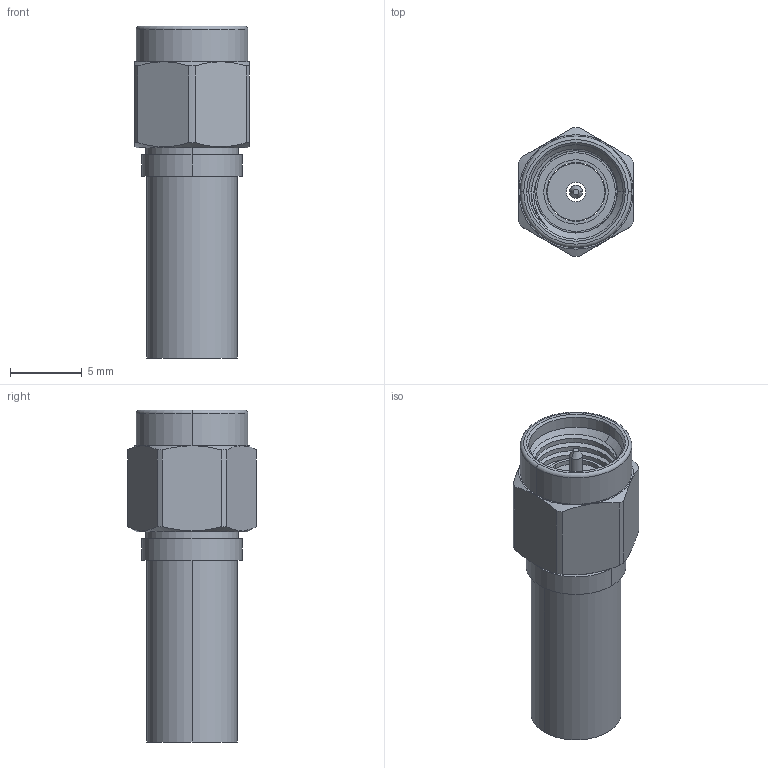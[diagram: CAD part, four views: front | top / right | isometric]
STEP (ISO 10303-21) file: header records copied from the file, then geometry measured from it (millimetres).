
FILE_DESCRIPTION (( 'STEP AP214' ), '1' );
FILE_NAME ('30-008-D3-AH.STEP', '2024-08-08T13:26:09', ( '' ), ( '' ), 'SwSTEP 2.0', 'SolidWorks 2024', '' );
FILE_SCHEMA (( 'AUTOMOTIVE_DESIGN' ));
Length unit declared in the file: millimetre
Products named in the file (1): 30-008-D3-AH
Bounding box: 8 x 9 x 23.2 mm (x, y, z)
Surface area: 1052 mm2 (no closed solid volume)
Topology: 0 solids, 6 shells, 68 faces, 168 edges, 109 vertices
Faces by surface type: cylinder 32, cone 17, plane 15, torus 2, bspline 2
Entity records: 2607 total; most frequent: CARTESIAN_POINT 1027, DIRECTION 338, ORIENTED_EDGE 312, EDGE_CURVE 168, AXIS2_PLACEMENT_3D 145, VERTEX_POINT 109, CIRCLE 78, EDGE_LOOP 76
